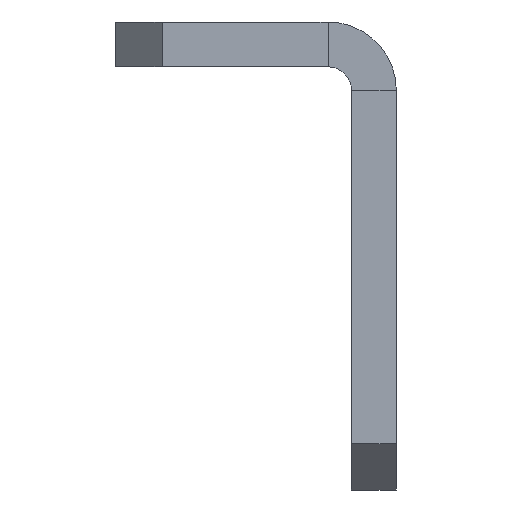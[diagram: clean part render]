
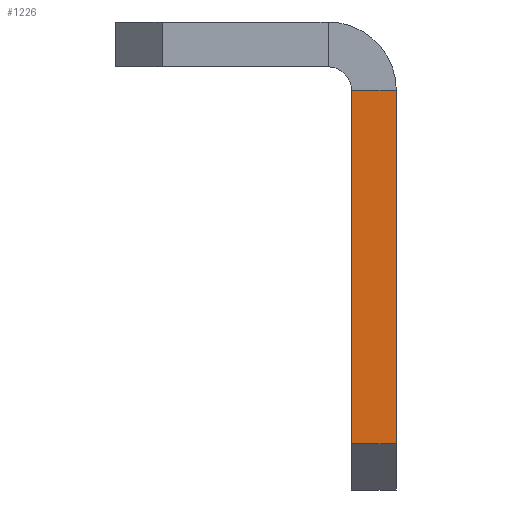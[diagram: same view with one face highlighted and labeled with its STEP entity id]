
A CAD part, left-side view. The second image highlights one B-rep face of the part: STEP entity #1226.
In plain terms, the highlighted planar face has unit normal (-1, 0, 0).
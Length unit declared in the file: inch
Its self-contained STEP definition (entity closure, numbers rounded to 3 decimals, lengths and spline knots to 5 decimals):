
#16 = DIRECTION ( 'NONE',  ( 0., -1., 0. ) ) ;
#103 = ORIENTED_EDGE ( 'NONE', *, *, #1229, .T. ) ;
#197 = ORIENTED_EDGE ( 'NONE', *, *, #832, .T. ) ;
#486 = LINE ( 'NONE', #1402, #1833 ) ;
#501 = CARTESIAN_POINT ( 'NONE',  ( 0., 0., -0.472 ) ) ;
#514 = AXIS2_PLACEMENT_3D ( 'NONE', #1217, #1761, #1595 ) ;
#663 = EDGE_LOOP ( 'NONE', ( #1983, #197, #103, #1355 ) ) ;
#688 = VERTEX_POINT ( 'NONE', #1605 ) ;
#700 = VERTEX_POINT ( 'NONE', #1205 ) ;
#832 = EDGE_CURVE ( 'NONE', #933, #688, #1246, .T. ) ;
#933 = VERTEX_POINT ( 'NONE', #2424 ) ;
#947 = VECTOR ( 'NONE', #16, 39.37008 ) ;
#1019 = DIRECTION ( 'NONE',  ( 0., 0., 1. ) ) ;
#1198 = CARTESIAN_POINT ( 'NONE',  ( 0., 0., 0. ) ) ;
#1205 = CARTESIAN_POINT ( 'NONE',  ( 0., 0.06, 0. ) ) ;
#1217 = CARTESIAN_POINT ( 'NONE',  ( 0., 0., 0. ) ) ;
#1226 = ADVANCED_FACE ( 'NONE', ( #1424 ), #1572, .F. ) ;
#1229 = EDGE_CURVE ( 'NONE', #688, #2304, #1932, .T. ) ;
#1246 = LINE ( 'NONE', #501, #2081 ) ;
#1355 = ORIENTED_EDGE ( 'NONE', *, *, #1507, .F. ) ;
#1402 = CARTESIAN_POINT ( 'NONE',  ( 0., 0.06, 0. ) ) ;
#1424 = FACE_OUTER_BOUND ( 'NONE', #663, .T. ) ;
#1507 = EDGE_CURVE ( 'NONE', #700, #2304, #1958, .T. ) ;
#1510 = CARTESIAN_POINT ( 'NONE',  ( 0., 0., 0. ) ) ;
#1572 = PLANE ( 'NONE',  #514 ) ;
#1590 = EDGE_CURVE ( 'NONE', #933, #700, #486, .T. ) ;
#1595 = DIRECTION ( 'NONE',  ( 0., 0., 1. ) ) ;
#1605 = CARTESIAN_POINT ( 'NONE',  ( 0., 0., -0.472 ) ) ;
#1761 = DIRECTION ( 'NONE',  ( 1., 0., 0. ) ) ;
#1807 = DIRECTION ( 'NONE',  ( 0., -1., 0. ) ) ;
#1833 = VECTOR ( 'NONE', #1019, 39.37008 ) ;
#1845 = CARTESIAN_POINT ( 'NONE',  ( 0., 0., 0. ) ) ;
#1932 = LINE ( 'NONE', #1198, #2361 ) ;
#1958 = LINE ( 'NONE', #1510, #947 ) ;
#1983 = ORIENTED_EDGE ( 'NONE', *, *, #1590, .F. ) ;
#2081 = VECTOR ( 'NONE', #1807, 39.37008 ) ;
#2166 = DIRECTION ( 'NONE',  ( 0., 0., 1. ) ) ;
#2304 = VERTEX_POINT ( 'NONE', #1845 ) ;
#2361 = VECTOR ( 'NONE', #2166, 39.37008 ) ;
#2424 = CARTESIAN_POINT ( 'NONE',  ( 0., 0.06, -0.472 ) ) ;
